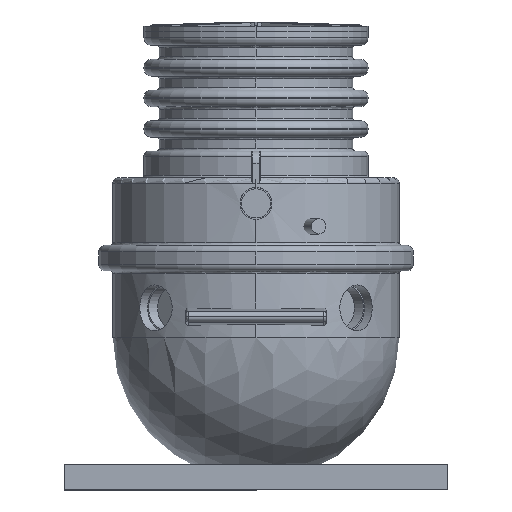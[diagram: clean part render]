
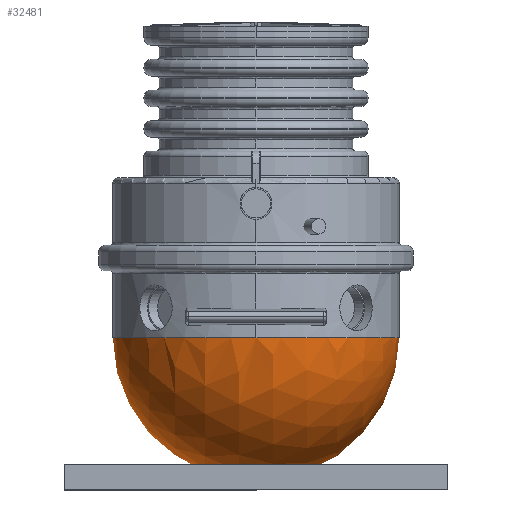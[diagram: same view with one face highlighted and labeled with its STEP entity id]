
A CAD part, left-side view. The second image highlights one B-rep face of the part: STEP entity #32481.
In plain terms, the highlighted spherical face has radius 562 mm.
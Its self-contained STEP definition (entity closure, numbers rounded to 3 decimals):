
#28654=CARTESIAN_POINT('',(562.0,0.,-1203.0));
#28655=VERTEX_POINT('',#28654);
#28662=CARTESIAN_POINT('',(0.,562.,-1203.0));
#28663=VERTEX_POINT('',#28662);
#28664=CARTESIAN_POINT('',(0.,0.,-1203.0));
#28665=DIRECTION('',(0.0,0.0,1.0));
#28666=DIRECTION('',(-1.0,0.0,0.0));
#28667=AXIS2_PLACEMENT_3D('',#28664,#28665,#28666);
#28668=CIRCLE('',#28667,562.0);
#28669=EDGE_CURVE('',#28655,#28663,#28668,.T.);
#28671=CARTESIAN_POINT('',(-562.,0.,-1203.0));
#28672=VERTEX_POINT('',#28671);
#28673=CARTESIAN_POINT('',(0.,0.,-1203.0));
#28674=DIRECTION('',(0.0,0.0,1.0));
#28675=DIRECTION('',(-1.0,0.0,0.0));
#28676=AXIS2_PLACEMENT_3D('',#28673,#28674,#28675);
#28677=CIRCLE('',#28676,562.0);
#28678=EDGE_CURVE('',#28663,#28672,#28677,.T.);
#29453=CARTESIAN_POINT('',(0.,-562.,-1203.0));
#29454=VERTEX_POINT('',#29453);
#29455=CARTESIAN_POINT('',(0.,0.,-1203.0));
#29456=DIRECTION('',(0.0,0.0,1.0));
#29457=DIRECTION('',(-1.0,0.0,0.0));
#29458=AXIS2_PLACEMENT_3D('',#29455,#29456,#29457);
#29459=CIRCLE('',#29458,562.0);
#29460=EDGE_CURVE('',#28672,#29454,#29459,.T.);
#29462=CARTESIAN_POINT('',(0.,0.,-1203.0));
#29463=DIRECTION('',(0.0,0.0,1.0));
#29464=DIRECTION('',(-1.0,0.0,0.0));
#29465=AXIS2_PLACEMENT_3D('',#29462,#29463,#29464);
#29466=CIRCLE('',#29465,562.0);
#29467=EDGE_CURVE('',#29454,#28655,#29466,.T.);
#32470=CARTESIAN_POINT('',(0.,0.,-1203.0));
#32471=DIRECTION('',(0.0,-1.0,0.0));
#32472=DIRECTION('',(1.0,0.0,0.0));
#32473=AXIS2_PLACEMENT_3D('',#32470,#32471,#32472);
#32474=SPHERICAL_SURFACE('',#32473,562.0);
#32475=ORIENTED_EDGE('',*,*,#29460,.F.);
#32476=ORIENTED_EDGE('',*,*,#28678,.F.);
#32477=ORIENTED_EDGE('',*,*,#28669,.F.);
#32478=ORIENTED_EDGE('',*,*,#29467,.F.);
#32479=EDGE_LOOP('',(#32475,#32476,#32477,#32478));
#32480=FACE_OUTER_BOUND('',#32479,.T.);
#32481=ADVANCED_FACE('',(#32480),#32474,.T.);
